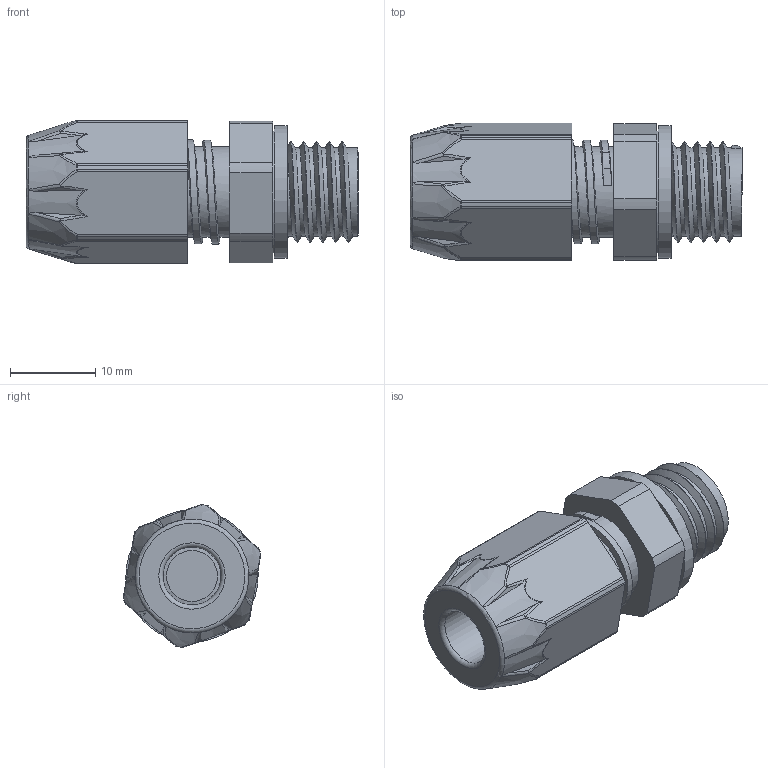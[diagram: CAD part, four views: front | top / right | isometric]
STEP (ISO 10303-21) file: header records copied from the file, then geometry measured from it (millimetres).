
FILE_DESCRIPTION(/* description */ ('Euro-Top-X-4.Generation M12x1,5, Ex e'),/* implementation_level */ '2;1');
FILE_NAME(/* name */ '85080512X4HI-RST.stp',/* time_stamp */ '2020-02-21T08:36:02+01:00',/* author */ ('sl'),/* organization */ (''),/* preprocessor_version */ 'ST-DEVELOPER v16.5',/* originating_system */ 'Autodesk Inventor 2017',/* authorisation */ '');
FILE_SCHEMA (('AUTOMOTIVE_DESIGN { 1 0 10303 214 3 1 1 }'));
Length unit declared in the file: millimetre
Products named in the file (6): 85080512X4HI; 85080512X4HI_1; 85080512X4HI_2; 85080512X4HI_3; 85080512X4HI_4; 85080512X4HI_5
Assembly tree (5 placements, depth 2):
  85080512X4HI
    85080512X4HI_1
    85080512X4HI_2
    85080512X4HI_3
    85080512X4HI_4
    85080512X4HI_5
Bounding box: 38.85 x 16.09 x 16.74 mm (x, y, z)
Volume: 4358.9 mm3; surface area: 5457.9 mm2
Topology: 5 solids, 5 shells, 290 faces, 777 edges, 505 vertices
Faces by surface type: plane 94, cylinder 84, bspline 62, torus 24, cone 14, sphere 12
Full cylindrical faces by diameter (mm): 6.52 x1, 6.77 x2, 6.8 x1, 7.22 x1, 7.296 x1, 9.48 x1, 9.6 x1, 10.348 x6, 10.42 x1, 10.65 x3, 10.8 x1, 11.04 x3, 12.562 x4, 15.5 x1
Entity records: 12740 total; most frequent: CARTESIAN_POINT 5876, ORIENTED_EDGE 1404, DIRECTION 1323, EDGE_CURVE 702, AXIS2_PLACEMENT_3D 563, VERTEX_POINT 469, EDGE_LOOP 317, CIRCLE 282
